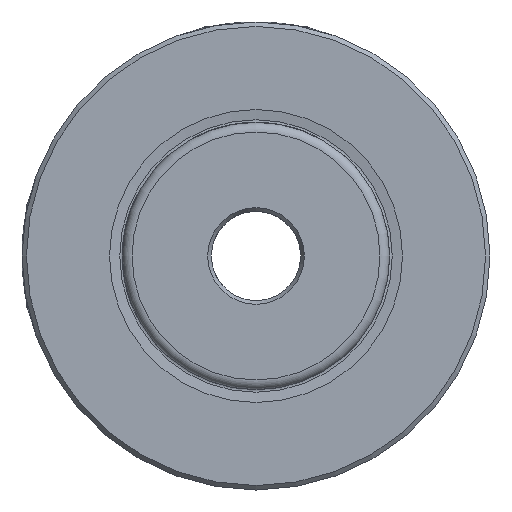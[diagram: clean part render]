
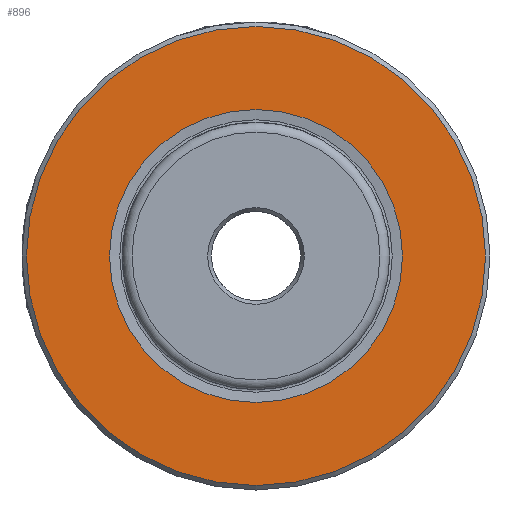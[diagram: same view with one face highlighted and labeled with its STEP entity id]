
A CAD part, left-side view. The second image highlights one B-rep face of the part: STEP entity #896.
In plain terms, the highlighted planar face has unit normal (-1, 0, 0).
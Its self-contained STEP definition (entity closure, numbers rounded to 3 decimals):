
#174 = DIRECTION ( 'NONE',  ( -1., 0., 0. ) ) ;
#193 = EDGE_CURVE ( 'NONE', #959, #959, #1263, .T. ) ;
#241 = VERTEX_POINT ( 'NONE', #439 ) ;
#281 = AXIS2_PLACEMENT_3D ( 'NONE', #990, #2119, #995 ) ;
#378 = EDGE_LOOP ( 'NONE', ( #911 ) ) ;
#428 = CARTESIAN_POINT ( 'NONE',  ( 0., 0., 30.9 ) ) ;
#439 = CARTESIAN_POINT ( 'NONE',  ( 0., 0., 19.715 ) ) ;
#457 = EDGE_CURVE ( 'NONE', #241, #241, #1334, .T. ) ;
#525 = DIRECTION ( 'NONE',  ( 0., 0., 1. ) ) ;
#528 = FACE_BOUND ( 'NONE', #1462, .T. ) ;
#544 = DIRECTION ( 'NONE',  ( -1., 0., 0. ) ) ;
#896 = ADVANCED_FACE ( 'NONE', ( #528, #1560 ), #1625, .F. ) ;
#911 = ORIENTED_EDGE ( 'NONE', *, *, #193, .T. ) ;
#959 = VERTEX_POINT ( 'NONE', #428 ) ;
#990 = CARTESIAN_POINT ( 'NONE',  ( 0., 19.715, 0. ) ) ;
#995 = DIRECTION ( 'NONE',  ( 0., 0., -1. ) ) ;
#1002 = CARTESIAN_POINT ( 'NONE',  ( 0., 0., 0. ) ) ;
#1052 = CARTESIAN_POINT ( 'NONE',  ( 0., 0., 0. ) ) ;
#1180 = DIRECTION ( 'NONE',  ( 0., 0., 1. ) ) ;
#1263 = CIRCLE ( 'NONE', #2014, 30.9 ) ;
#1334 = CIRCLE ( 'NONE', #1440, 19.715 ) ;
#1440 = AXIS2_PLACEMENT_3D ( 'NONE', #1002, #174, #1180 ) ;
#1462 = EDGE_LOOP ( 'NONE', ( #1999 ) ) ;
#1560 = FACE_OUTER_BOUND ( 'NONE', #378, .T. ) ;
#1625 = PLANE ( 'NONE',  #281 ) ;
#1999 = ORIENTED_EDGE ( 'NONE', *, *, #457, .F. ) ;
#2014 = AXIS2_PLACEMENT_3D ( 'NONE', #1052, #544, #525 ) ;
#2119 = DIRECTION ( 'NONE',  ( 1., 0., 0. ) ) ;
